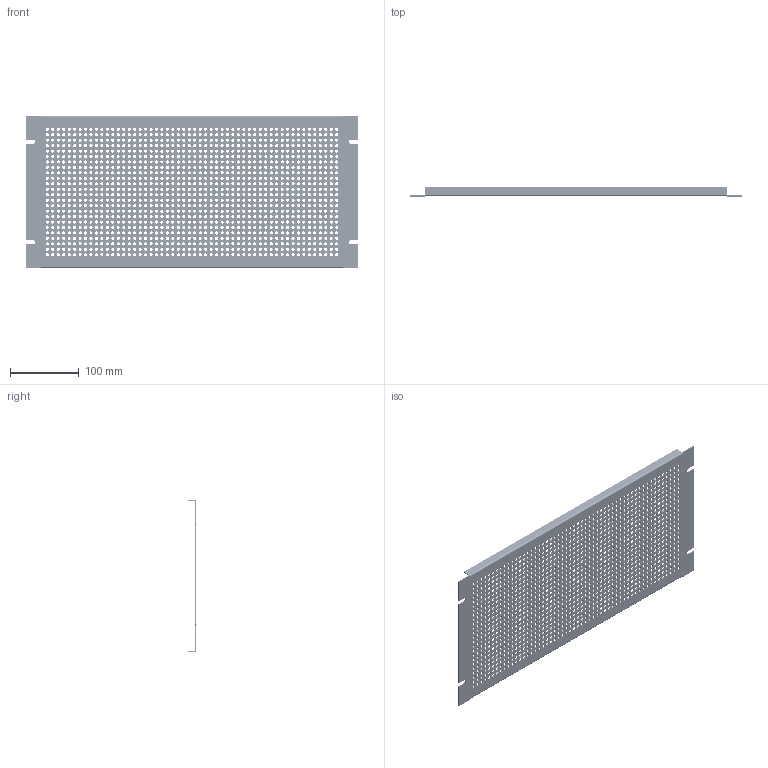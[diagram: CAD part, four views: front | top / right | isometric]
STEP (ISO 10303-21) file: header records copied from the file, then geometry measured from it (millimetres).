
FILE_DESCRIPTION (( 'STEP AP203' ), '1' );
FILE_NAME ('PPFS19008LG2.step', '2020-11-11T19:09:57', ( 'ADC123' ), ( 'Microsoft' ), 'SwSTEP 2.0', 'SolidWorks 2019', '' );
FILE_SCHEMA (( 'CONFIG_CONTROL_DESIGN' ));
Length unit declared in the file: inch
Products named in the file (1): PPFS19008LG2
Bounding box: 482.6 x 12.7 x 221.44 mm (x, y, z)
Volume: 137943.1 mm3; surface area: 219322.9 mm2
Topology: 1 solids, 1 shells, 1342 faces, 4012 edges, 2672 vertices
Faces by surface type: cylinder 1304, plane 38
Full cylindrical faces by diameter (mm): 4.496 x1296
Entity records: 45563 total; most frequent: DIRECTION 8010, CARTESIAN_POINT 6731, ORIENTED_EDGE 5432, EDGE_LOOP 5230, AXIS2_PLACEMENT_3D 3951, EDGE_CURVE 2716, VERTEX_POINT 2672, FACE_OUTER_BOUND 2638
